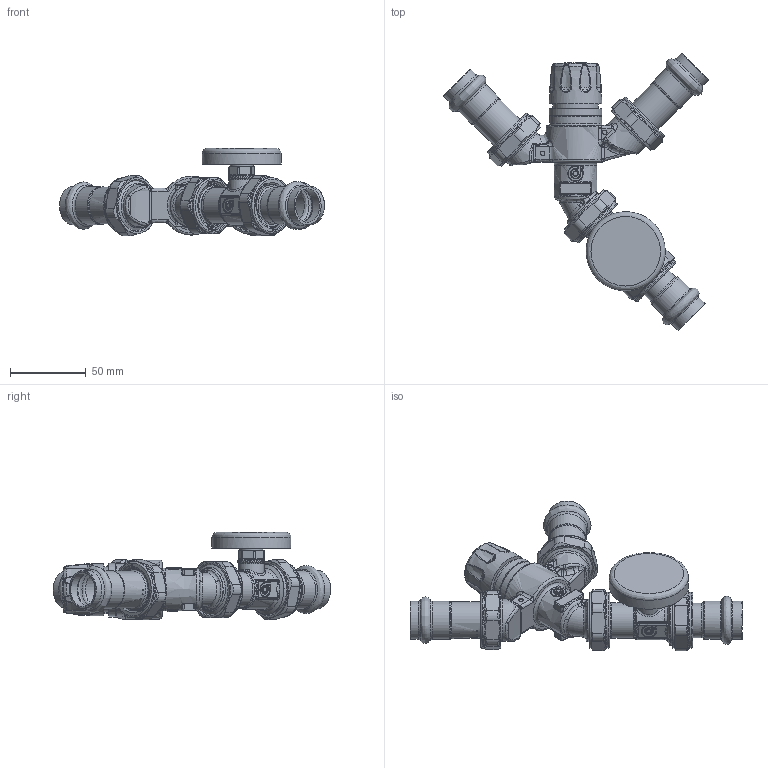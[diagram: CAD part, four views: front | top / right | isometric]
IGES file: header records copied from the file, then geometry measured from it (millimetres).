
Global section: file name: 520516AC; native system: Autodesk Inventor 2024; preprocessor: unknown; author: ischreiner; date: 20250627.105802; units: inch
Bounding box: 175.29 x 183.68 x 57.79 mm (x, y, z)
Volume: 236603.1 mm3; surface area: 84011.5 mm2
Topology: 16 solids, 16 shells, 2329 faces, 5765 edges, 3370 vertices
Faces by surface type: bspline 2329
